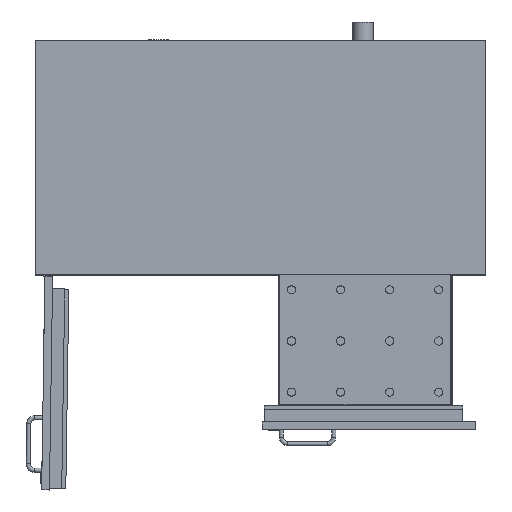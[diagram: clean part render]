
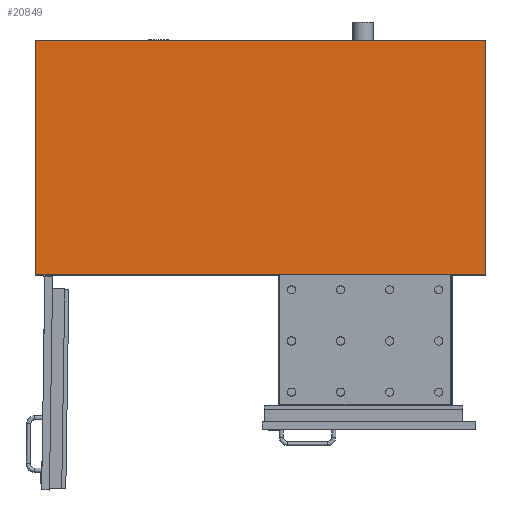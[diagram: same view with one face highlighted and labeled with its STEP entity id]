
A CAD part, top view. The second image highlights one B-rep face of the part: STEP entity #20849.
In plain terms, the highlighted planar face has unit normal (0, 0, 1).
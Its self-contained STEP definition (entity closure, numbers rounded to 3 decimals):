
#1433=FACE_OUTER_BOUND('',#2597,.T.);
#2597=EDGE_LOOP('',(#13315,#13316,#13317,#13318));
#4069=LINE('',#27679,#6228);
#4076=LINE('',#27699,#6235);
#4077=LINE('',#27700,#6236);
#4078=LINE('',#27701,#6237);
#6228=VECTOR('',#23332,10.);
#6235=VECTOR('',#23351,10.);
#6236=VECTOR('',#23352,10.);
#6237=VECTOR('',#23353,10.);
#8360=VERTEX_POINT('',#27676);
#8361=VERTEX_POINT('',#27678);
#8367=VERTEX_POINT('',#27697);
#8368=VERTEX_POINT('',#27698);
#10343=EDGE_CURVE('',#8361,#8360,#4069,.T.);
#10352=EDGE_CURVE('',#8367,#8368,#4076,.T.);
#10353=EDGE_CURVE('',#8368,#8361,#4077,.T.);
#10354=EDGE_CURVE('',#8360,#8367,#4078,.T.);
#13315=ORIENTED_EDGE('',*,*,#10352,.T.);
#13316=ORIENTED_EDGE('',*,*,#10353,.T.);
#13317=ORIENTED_EDGE('',*,*,#10343,.T.);
#13318=ORIENTED_EDGE('',*,*,#10354,.T.);
#18952=PLANE('',#22113);
#20849=ADVANCED_FACE('',(#1433),#18952,.T.);
#22113=AXIS2_PLACEMENT_3D('',#27696,#23349,#23350);
#23332=DIRECTION('',(-1.,0.,0.));
#23349=DIRECTION('center_axis',(0.,0.,1.));
#23350=DIRECTION('ref_axis',(1.,0.,0.));
#23351=DIRECTION('',(1.,0.,0.));
#23352=DIRECTION('',(0.,1.,0.));
#23353=DIRECTION('',(0.,-1.,0.));
#27676=CARTESIAN_POINT('',(-551.,287.,300.44));
#27678=CARTESIAN_POINT('',(551.,287.,300.44));
#27679=CARTESIAN_POINT('',(551.,287.,300.44));
#27696=CARTESIAN_POINT('Origin',(0.,0.,300.44));
#27697=CARTESIAN_POINT('',(-551.,-287.,300.44));
#27698=CARTESIAN_POINT('',(551.,-287.,300.44));
#27699=CARTESIAN_POINT('',(-551.,-287.,300.44));
#27700=CARTESIAN_POINT('',(551.,-287.,300.44));
#27701=CARTESIAN_POINT('',(-551.,287.,300.44));
